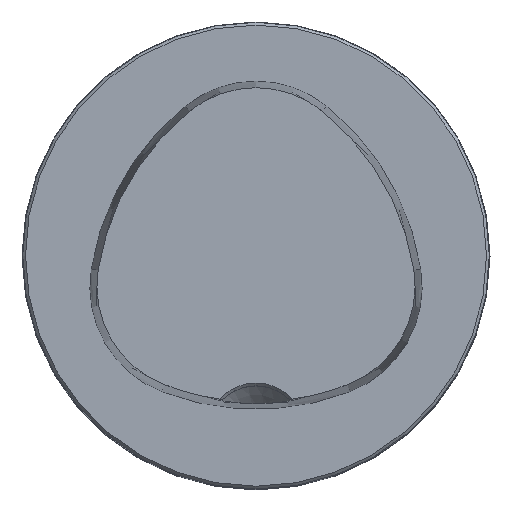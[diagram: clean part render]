
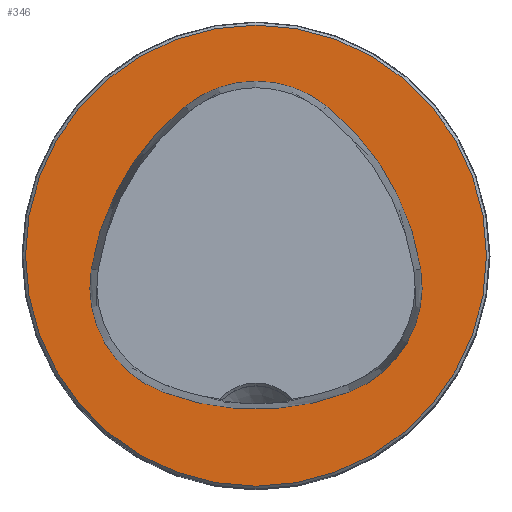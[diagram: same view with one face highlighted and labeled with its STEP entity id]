
A CAD part, top view. The second image highlights one B-rep face of the part: STEP entity #346.
In plain terms, the highlighted planar face has unit normal (0, 0, 1).
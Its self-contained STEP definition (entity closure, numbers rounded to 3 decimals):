
#152=FACE_BOUND('',#663,.T.);
#153=FACE_BOUND('',#664,.T.);
#295=CIRCLE('',#2444,28.075);
#297=CIRCLE('',#2447,28.075);
#298=CIRCLE('',#2448,12.075);
#299=CIRCLE('',#2449,28.075);
#300=CIRCLE('',#2450,12.075);
#301=CIRCLE('',#2451,12.075);
#302=CIRCLE('',#2452,24.7);
#346=ADVANCED_FACE('CU_FL_N1_SU_1',(#152,#153),#468,.T.);
#468=PLANE('',#2453);
#663=EDGE_LOOP('',(#948,#949,#950,#951,#952,#953));
#664=EDGE_LOOP('',(#954));
#948=ORIENTED_EDGE('',*,*,#1807,.F.);
#949=ORIENTED_EDGE('',*,*,#1808,.F.);
#950=ORIENTED_EDGE('',*,*,#1809,.F.);
#951=ORIENTED_EDGE('',*,*,#1810,.F.);
#952=ORIENTED_EDGE('',*,*,#1804,.F.);
#953=ORIENTED_EDGE('',*,*,#1811,.F.);
#954=ORIENTED_EDGE('',*,*,#1812,.T.);
#1580=VERTEX_POINT('',#3826);
#1581=VERTEX_POINT('',#3828);
#1583=VERTEX_POINT('',#3834);
#1584=VERTEX_POINT('',#3835);
#1585=VERTEX_POINT('',#3837);
#1586=VERTEX_POINT('',#3839);
#1587=VERTEX_POINT('',#3843);
#1804=EDGE_CURVE('',#1580,#1581,#295,.T.);
#1807=EDGE_CURVE('',#1583,#1584,#297,.T.);
#1808=EDGE_CURVE('',#1585,#1583,#298,.T.);
#1809=EDGE_CURVE('',#1586,#1585,#299,.T.);
#1810=EDGE_CURVE('',#1581,#1586,#300,.T.);
#1811=EDGE_CURVE('',#1584,#1580,#301,.T.);
#1812=EDGE_CURVE('',#1587,#1587,#302,.T.);
#2444=AXIS2_PLACEMENT_3D('',#3827,#2725,#2726);
#2447=AXIS2_PLACEMENT_3D('',#3833,#2732,#2733);
#2448=AXIS2_PLACEMENT_3D('',#3836,#2734,#2735);
#2449=AXIS2_PLACEMENT_3D('',#3838,#2736,#2737);
#2450=AXIS2_PLACEMENT_3D('',#3840,#2738,#2739);
#2451=AXIS2_PLACEMENT_3D('',#3841,#2740,#2741);
#2452=AXIS2_PLACEMENT_3D('',#3842,#2742,#2743);
#2453=AXIS2_PLACEMENT_3D('',#3844,#2744,#2745);
#2725=DIRECTION('',(0.,0.,1.));
#2726=DIRECTION('',(1.,0.,0.));
#2732=DIRECTION('',(0.,0.,1.));
#2733=DIRECTION('',(1.,0.,0.));
#2734=DIRECTION('',(0.,0.,1.));
#2735=DIRECTION('',(1.,0.,0.));
#2736=DIRECTION('',(0.,0.,1.));
#2737=DIRECTION('',(1.,0.,0.));
#2738=DIRECTION('',(0.,0.,1.));
#2739=DIRECTION('',(1.,0.,0.));
#2740=DIRECTION('',(0.,0.,1.));
#2741=DIRECTION('',(1.,0.,0.));
#2742=DIRECTION('',(0.,0.,1.));
#2743=DIRECTION('',(1.,0.,0.));
#2744=DIRECTION('',(0.,0.,1.));
#2745=DIRECTION('',(1.,0.,0.));
#3826=CARTESIAN_POINT('',(-10.05,-14.595,0.));
#3827=CARTESIAN_POINT('',(0.,11.62,0.));
#3828=CARTESIAN_POINT('',(10.05,-14.595,0.));
#3833=CARTESIAN_POINT('',(10.078,-5.807,0.));
#3834=CARTESIAN_POINT('',(-7.606,15.999,0.));
#3835=CARTESIAN_POINT('',(-17.656,-1.443,0.));
#3836=CARTESIAN_POINT('',(0.,6.62,0.));
#3837=CARTESIAN_POINT('',(7.606,15.999,0.));
#3838=CARTESIAN_POINT('',(-10.078,-5.807,0.));
#3839=CARTESIAN_POINT('',(17.656,-1.443,0.));
#3840=CARTESIAN_POINT('',(5.727,-3.32,0.));
#3841=CARTESIAN_POINT('',(-5.727,-3.32,0.));
#3842=CARTESIAN_POINT('',(0.,0.,0.));
#3843=CARTESIAN_POINT('',(24.7,0.,0.));
#3844=CARTESIAN_POINT('',(0.,0.,0.));
